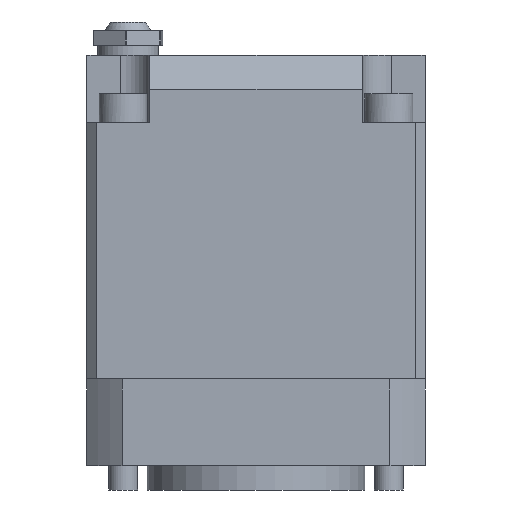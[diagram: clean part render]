
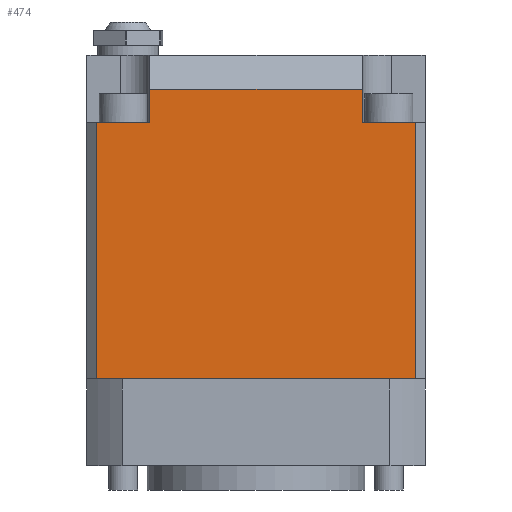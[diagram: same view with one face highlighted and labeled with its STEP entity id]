
A CAD part, left-side view. The second image highlights one B-rep face of the part: STEP entity #474.
In plain terms, the highlighted planar face has unit normal (-1, 0, 0).
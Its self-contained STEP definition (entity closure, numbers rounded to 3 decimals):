
#91=LINE('',#2339,#225);
#94=LINE('',#2345,#228);
#95=LINE('',#2348,#229);
#96=LINE('',#2350,#230);
#97=LINE('',#2352,#231);
#98=LINE('',#2353,#232);
#99=LINE('',#2355,#233);
#100=LINE('',#2357,#234);
#225=VECTOR('',#1869,1.);
#228=VECTOR('',#1874,1.);
#229=VECTOR('',#1875,1.);
#230=VECTOR('',#1876,1.);
#231=VECTOR('',#1877,1.);
#232=VECTOR('',#1878,1.);
#233=VECTOR('',#1879,1.);
#234=VECTOR('',#1880,1.);
#343=PLANE('',#1644);
#399=FACE_OUTER_BOUND('',#672,.T.);
#474=ADVANCED_FACE('',(#399),#343,.F.);
#672=EDGE_LOOP('',(#829,#830,#831,#832,#833,#834,#835,#836));
#829=ORIENTED_EDGE('',*,*,#1384,.T.);
#830=ORIENTED_EDGE('',*,*,#1385,.T.);
#831=ORIENTED_EDGE('',*,*,#1386,.T.);
#832=ORIENTED_EDGE('',*,*,#1387,.T.);
#833=ORIENTED_EDGE('',*,*,#1381,.F.);
#834=ORIENTED_EDGE('',*,*,#1388,.T.);
#835=ORIENTED_EDGE('',*,*,#1389,.T.);
#836=ORIENTED_EDGE('',*,*,#1390,.T.);
#1233=VERTEX_POINT('',#2338);
#1234=VERTEX_POINT('',#2340);
#1236=VERTEX_POINT('',#2346);
#1237=VERTEX_POINT('',#2347);
#1238=VERTEX_POINT('',#2349);
#1239=VERTEX_POINT('',#2351);
#1240=VERTEX_POINT('',#2354);
#1241=VERTEX_POINT('',#2356);
#1381=EDGE_CURVE('',#1233,#1234,#91,.T.);
#1384=EDGE_CURVE('',#1236,#1237,#94,.T.);
#1385=EDGE_CURVE('',#1237,#1238,#95,.T.);
#1386=EDGE_CURVE('',#1238,#1239,#96,.T.);
#1387=EDGE_CURVE('',#1239,#1234,#97,.T.);
#1388=EDGE_CURVE('',#1233,#1240,#98,.T.);
#1389=EDGE_CURVE('',#1240,#1241,#99,.T.);
#1390=EDGE_CURVE('',#1241,#1236,#100,.T.);
#1644=AXIS2_PLACEMENT_3D('',#2358,#1881,#1882);
#1869=DIRECTION('',(0.,1.,0.));
#1874=DIRECTION('',(0.,1.,0.));
#1875=DIRECTION('',(0.,0.,-1.));
#1876=DIRECTION('',(0.,1.,0.));
#1877=DIRECTION('',(0.,0.,-1.));
#1878=DIRECTION('',(0.,0.,1.));
#1879=DIRECTION('',(0.,1.,0.));
#1880=DIRECTION('',(0.,0.,1.));
#1881=DIRECTION('',(1.,0.,0.));
#1882=DIRECTION('',(0.,0.,1.));
#2338=CARTESIAN_POINT('',(-33.,-33.,18.));
#2339=CARTESIAN_POINT('',(-33.,-37.,18.));
#2340=CARTESIAN_POINT('',(-33.,33.,18.));
#2345=CARTESIAN_POINT('',(-33.,22.,78.));
#2346=CARTESIAN_POINT('',(-33.,-22.,78.));
#2347=CARTESIAN_POINT('',(-33.,22.,78.));
#2348=CARTESIAN_POINT('',(-33.,22.,88.));
#2349=CARTESIAN_POINT('',(-33.,22.,71.));
#2350=CARTESIAN_POINT('',(-33.,-37.,71.));
#2351=CARTESIAN_POINT('',(-33.,33.,71.));
#2352=CARTESIAN_POINT('',(-33.,33.,88.));
#2353=CARTESIAN_POINT('',(-33.,-33.,71.));
#2354=CARTESIAN_POINT('',(-33.,-33.,71.));
#2355=CARTESIAN_POINT('',(-33.,-37.,71.));
#2356=CARTESIAN_POINT('',(-33.,-22.,71.));
#2357=CARTESIAN_POINT('',(-33.,-22.,88.));
#2358=CARTESIAN_POINT('',(-33.,-37.,88.));
